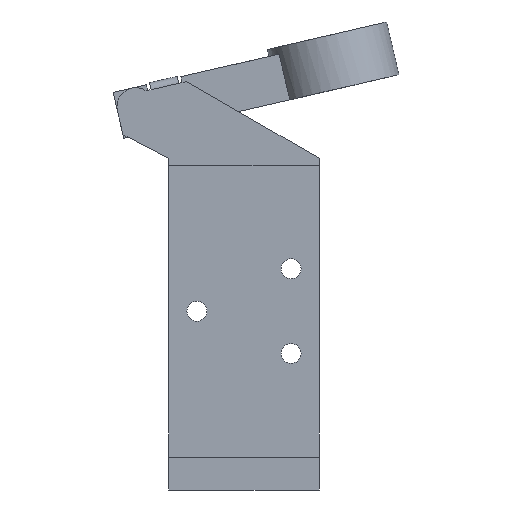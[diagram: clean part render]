
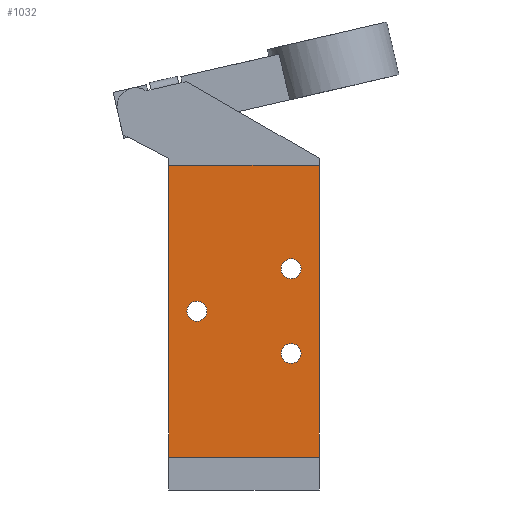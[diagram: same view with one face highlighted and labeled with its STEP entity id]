
A CAD part, front view. The second image highlights one B-rep face of the part: STEP entity #1032.
In plain terms, the highlighted planar face has unit normal (0, -1, 0).
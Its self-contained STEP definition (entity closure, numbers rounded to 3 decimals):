
#351=CARTESIAN_POINT('',(-7.875,-9.,0.));
#352=VERTEX_POINT('',#351);
#353=CARTESIAN_POINT('',(-10.,-9.,0.0));
#354=DIRECTION('',(0.0,1.0,0.0));
#355=DIRECTION('',(-1.0,0.0,0.0));
#356=AXIS2_PLACEMENT_3D('',#353,#354,#355);
#357=CIRCLE('',#356,2.125);
#358=EDGE_CURVE('',#352,#352,#357,.T.);
#379=CARTESIAN_POINT('',(12.125,-9.0,-9.0));
#380=VERTEX_POINT('',#379);
#381=CARTESIAN_POINT('',(10.,-9.0,-9.0));
#382=DIRECTION('',(0.0,1.0,0.0));
#383=DIRECTION('',(-1.0,0.0,0.0));
#384=AXIS2_PLACEMENT_3D('',#381,#382,#383);
#385=CIRCLE('',#384,2.125);
#386=EDGE_CURVE('',#380,#380,#385,.T.);
#407=CARTESIAN_POINT('',(12.125,-9.0,9.0));
#408=VERTEX_POINT('',#407);
#409=CARTESIAN_POINT('',(10.,-9.0,9.0));
#410=DIRECTION('',(0.0,1.0,0.0));
#411=DIRECTION('',(-1.0,0.0,0.0));
#412=AXIS2_PLACEMENT_3D('',#409,#410,#411);
#413=CIRCLE('',#412,2.125);
#414=EDGE_CURVE('',#408,#408,#413,.T.);
#921=CARTESIAN_POINT('',(-16.,-9.,-31.0));
#922=VERTEX_POINT('',#921);
#937=CARTESIAN_POINT('',(16.,-9.0,-31.0));
#938=VERTEX_POINT('',#937);
#945=CARTESIAN_POINT('',(-16.,-9.,-31.0));
#946=DIRECTION('',(1.0,0.0,0.0));
#947=VECTOR('',#946,32.0);
#948=LINE('',#945,#947);
#949=EDGE_CURVE('',#922,#938,#948,.T.);
#967=CARTESIAN_POINT('',(16.,-9.0,31.0));
#968=VERTEX_POINT('',#967);
#975=CARTESIAN_POINT('',(16.,-9.0,31.0));
#976=DIRECTION('',(0.0,0.0,-1.0));
#977=VECTOR('',#976,62.0);
#978=LINE('',#975,#977);
#979=EDGE_CURVE('',#968,#938,#978,.T.);
#1000=CARTESIAN_POINT('',(16.,-9.0,0.0));
#1001=DIRECTION('',(0.0,-1.0,0.0));
#1002=DIRECTION('',(0.0,0.0,-1.0));
#1003=AXIS2_PLACEMENT_3D('',#1000,#1001,#1002);
#1004=PLANE('',#1003);
#1005=CARTESIAN_POINT('',(-16.,-9.,31.0));
#1006=VERTEX_POINT('',#1005);
#1007=CARTESIAN_POINT('',(16.,-9.0,31.0));
#1008=DIRECTION('',(-1.0,0.0,0.0));
#1009=VECTOR('',#1008,32.0);
#1010=LINE('',#1007,#1009);
#1011=EDGE_CURVE('',#968,#1006,#1010,.T.);
#1012=ORIENTED_EDGE('',*,*,#1011,.T.);
#1013=CARTESIAN_POINT('',(-16.,-9.,31.0));
#1014=DIRECTION('',(0.0,0.0,-1.0));
#1015=VECTOR('',#1014,62.0);
#1016=LINE('',#1013,#1015);
#1017=EDGE_CURVE('',#1006,#922,#1016,.T.);
#1018=ORIENTED_EDGE('',*,*,#1017,.T.);
#1019=ORIENTED_EDGE('',*,*,#949,.T.);
#1020=ORIENTED_EDGE('',*,*,#979,.F.);
#1021=EDGE_LOOP('',(#1012,#1018,#1019,#1020));
#1022=FACE_OUTER_BOUND('',#1021,.T.);
#1023=ORIENTED_EDGE('',*,*,#358,.T.);
#1024=EDGE_LOOP('',(#1023));
#1025=FACE_BOUND('',#1024,.T.);
#1026=ORIENTED_EDGE('',*,*,#386,.T.);
#1027=EDGE_LOOP('',(#1026));
#1028=FACE_BOUND('',#1027,.T.);
#1029=ORIENTED_EDGE('',*,*,#414,.T.);
#1030=EDGE_LOOP('',(#1029));
#1031=FACE_BOUND('',#1030,.T.);
#1032=ADVANCED_FACE('',(#1022,#1025,#1028,#1031),#1004,.T.);
